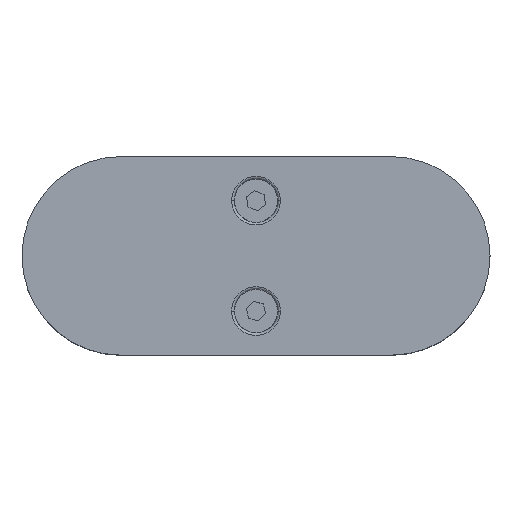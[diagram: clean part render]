
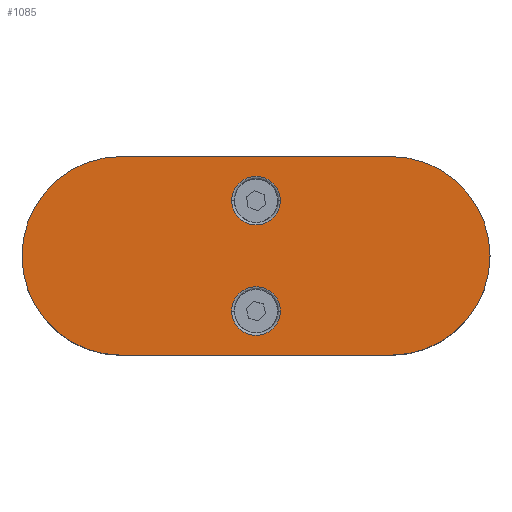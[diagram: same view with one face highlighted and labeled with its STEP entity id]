
A CAD part, top view. The second image highlights one B-rep face of the part: STEP entity #1085.
In plain terms, the highlighted planar face has unit normal (0, 0, 1).
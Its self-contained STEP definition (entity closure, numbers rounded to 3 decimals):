
#74 = FACE_OUTER_BOUND ( 'NONE', #1146, .T. ) ;
#82 = ORIENTED_EDGE ( 'NONE', *, *, #1881, .T. ) ;
#116 = EDGE_CURVE ( 'NONE', #1721, #2338, #3018, .T. ) ;
#118 = EDGE_CURVE ( 'NONE', #2338, #2870, #2832, .T. ) ;
#227 = VERTEX_POINT ( 'NONE', #2500 ) ;
#276 = CARTESIAN_POINT ( 'NONE',  ( 0., -12.5, 15. ) ) ;
#309 = EDGE_LOOP ( 'NONE', ( #2235, #2534 ) ) ;
#360 = DIRECTION ( 'NONE',  ( 1., 0., 0. ) ) ;
#372 = DIRECTION ( 'NONE',  ( 1., 0., 0. ) ) ;
#384 = AXIS2_PLACEMENT_3D ( 'NONE', #2965, #395, #1552 ) ;
#395 = DIRECTION ( 'NONE',  ( 0., 0., -1. ) ) ;
#471 = ORIENTED_EDGE ( 'NONE', *, *, #900, .T. ) ;
#496 = ORIENTED_EDGE ( 'NONE', *, *, #118, .T. ) ;
#535 = CARTESIAN_POINT ( 'NONE',  ( -30.5, 22.5, 15. ) ) ;
#677 = VERTEX_POINT ( 'NONE', #2320 ) ;
#690 = DIRECTION ( 'NONE',  ( 1., 0., 0. ) ) ;
#720 = CARTESIAN_POINT ( 'NONE',  ( 0., -12.5, 15. ) ) ;
#740 = CIRCLE ( 'NONE', #1214, 22.5 ) ;
#796 = EDGE_CURVE ( 'NONE', #3647, #2387, #1753, .T. ) ;
#900 = EDGE_CURVE ( 'NONE', #1120, #677, #740, .T. ) ;
#967 = DIRECTION ( 'NONE',  ( 0., 0., -1. ) ) ;
#970 = DIRECTION ( 'NONE',  ( 0., 0., 1. ) ) ;
#1028 = CARTESIAN_POINT ( 'NONE',  ( 5.5, -12.5, 15. ) ) ;
#1085 = ADVANCED_FACE ( 'NONE', ( #2937, #2920, #74 ), #1231, .T. ) ;
#1097 = AXIS2_PLACEMENT_3D ( 'NONE', #1484, #2015, #360 ) ;
#1105 = VECTOR ( 'NONE', #2846, 1000. ) ;
#1120 = VERTEX_POINT ( 'NONE', #1768 ) ;
#1135 = CARTESIAN_POINT ( 'NONE',  ( -30.5, 22.5, 15. ) ) ;
#1146 = EDGE_LOOP ( 'NONE', ( #1406, #496, #3180, #471, #82 ) ) ;
#1156 = DIRECTION ( 'NONE',  ( 1., 0., 0. ) ) ;
#1165 = VECTOR ( 'NONE', #372, 1000. ) ;
#1214 = AXIS2_PLACEMENT_3D ( 'NONE', #1904, #3048, #2757 ) ;
#1231 = PLANE ( 'NONE',  #1097 ) ;
#1232 = EDGE_LOOP ( 'NONE', ( #3186, #2417 ) ) ;
#1238 = AXIS2_PLACEMENT_3D ( 'NONE', #276, #2344, #1156 ) ;
#1279 = CARTESIAN_POINT ( 'NONE',  ( -30.5, -22.5, 15. ) ) ;
#1287 = DIRECTION ( 'NONE',  ( 1., 0., 0. ) ) ;
#1352 = CIRCLE ( 'NONE', #2193, 5.5 ) ;
#1406 = ORIENTED_EDGE ( 'NONE', *, *, #116, .T. ) ;
#1409 = VERTEX_POINT ( 'NONE', #2508 ) ;
#1436 = CARTESIAN_POINT ( 'NONE',  ( -5.5, -12.5, 15. ) ) ;
#1484 = CARTESIAN_POINT ( 'NONE',  ( -30.5, 0., 15. ) ) ;
#1531 = CARTESIAN_POINT ( 'NONE',  ( -30.5, 0., 15. ) ) ;
#1552 = DIRECTION ( 'NONE',  ( 1., 0., 0. ) ) ;
#1644 = EDGE_CURVE ( 'NONE', #1409, #227, #2837, .T. ) ;
#1649 = EDGE_CURVE ( 'NONE', #2870, #1120, #1802, .T. ) ;
#1668 = DIRECTION ( 'NONE',  ( 1., 0., 0. ) ) ;
#1705 = CIRCLE ( 'NONE', #1238, 5.5 ) ;
#1721 = VERTEX_POINT ( 'NONE', #535 ) ;
#1753 = CIRCLE ( 'NONE', #2059, 5.5 ) ;
#1768 = CARTESIAN_POINT ( 'NONE',  ( 30.5, -22.5, 15. ) ) ;
#1802 = LINE ( 'NONE', #1279, #1165 ) ;
#1864 = EDGE_CURVE ( 'NONE', #2387, #3647, #1705, .T. ) ;
#1880 = AXIS2_PLACEMENT_3D ( 'NONE', #3548, #970, #690 ) ;
#1881 = EDGE_CURVE ( 'NONE', #677, #1721, #2263, .T. ) ;
#1904 = CARTESIAN_POINT ( 'NONE',  ( 30.5, 0., 15. ) ) ;
#2015 = DIRECTION ( 'NONE',  ( 0., 0., 1. ) ) ;
#2059 = AXIS2_PLACEMENT_3D ( 'NONE', #720, #967, #1287 ) ;
#2138 = DIRECTION ( 'NONE',  ( 0., 0., 1. ) ) ;
#2193 = AXIS2_PLACEMENT_3D ( 'NONE', #2796, #3116, #1668 ) ;
#2235 = ORIENTED_EDGE ( 'NONE', *, *, #2869, .T. ) ;
#2263 = LINE ( 'NONE', #1135, #1105 ) ;
#2320 = CARTESIAN_POINT ( 'NONE',  ( 30.5, 22.5, 15. ) ) ;
#2338 = VERTEX_POINT ( 'NONE', #3469 ) ;
#2344 = DIRECTION ( 'NONE',  ( 0., 0., -1. ) ) ;
#2362 = AXIS2_PLACEMENT_3D ( 'NONE', #1531, #2138, #3284 ) ;
#2387 = VERTEX_POINT ( 'NONE', #1436 ) ;
#2417 = ORIENTED_EDGE ( 'NONE', *, *, #1864, .T. ) ;
#2500 = CARTESIAN_POINT ( 'NONE',  ( 5.5, 12.5, 15. ) ) ;
#2508 = CARTESIAN_POINT ( 'NONE',  ( -5.5, 12.5, 15. ) ) ;
#2534 = ORIENTED_EDGE ( 'NONE', *, *, #1644, .T. ) ;
#2757 = DIRECTION ( 'NONE',  ( 1., 0., 0. ) ) ;
#2796 = CARTESIAN_POINT ( 'NONE',  ( 0., 12.5, 15. ) ) ;
#2813 = CARTESIAN_POINT ( 'NONE',  ( -30.5, -22.5, 15. ) ) ;
#2832 = CIRCLE ( 'NONE', #1880, 22.5 ) ;
#2837 = CIRCLE ( 'NONE', #384, 5.5 ) ;
#2846 = DIRECTION ( 'NONE',  ( -1., 0., 0. ) ) ;
#2869 = EDGE_CURVE ( 'NONE', #227, #1409, #1352, .T. ) ;
#2870 = VERTEX_POINT ( 'NONE', #2813 ) ;
#2920 = FACE_BOUND ( 'NONE', #309, .T. ) ;
#2937 = FACE_BOUND ( 'NONE', #1232, .T. ) ;
#2965 = CARTESIAN_POINT ( 'NONE',  ( 0., 12.5, 15. ) ) ;
#3018 = CIRCLE ( 'NONE', #2362, 22.5 ) ;
#3048 = DIRECTION ( 'NONE',  ( 0., 0., 1. ) ) ;
#3116 = DIRECTION ( 'NONE',  ( 0., 0., -1. ) ) ;
#3180 = ORIENTED_EDGE ( 'NONE', *, *, #1649, .T. ) ;
#3186 = ORIENTED_EDGE ( 'NONE', *, *, #796, .T. ) ;
#3284 = DIRECTION ( 'NONE',  ( 1., 0., 0. ) ) ;
#3469 = CARTESIAN_POINT ( 'NONE',  ( -53., 0., 15. ) ) ;
#3548 = CARTESIAN_POINT ( 'NONE',  ( -30.5, 0., 15. ) ) ;
#3647 = VERTEX_POINT ( 'NONE', #1028 ) ;
